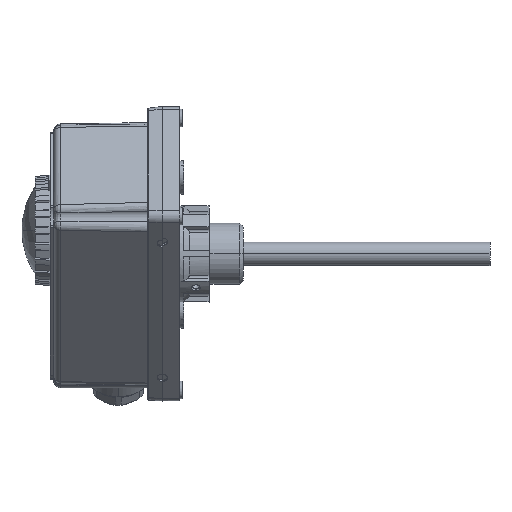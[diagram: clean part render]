
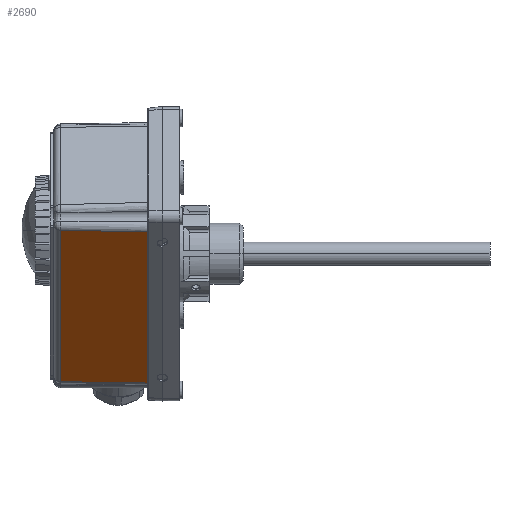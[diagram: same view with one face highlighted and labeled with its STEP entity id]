
A CAD part, left-side view. The second image highlights one B-rep face of the part: STEP entity #2690.
In plain terms, the highlighted planar face has unit normal (-0.707, 0.026, -0.707).
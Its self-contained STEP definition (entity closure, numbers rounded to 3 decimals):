
#1633=CARTESIAN_POINT('Vertex',(-40.684,-2.835,15.627)) ;
#1722=CARTESIAN_POINT('Vertex',(-41.161,-32.7,14.999)) ;
#1737=CARTESIAN_POINT('Control Point',(-41.161,-32.7,14.999)) ;
#1738=CARTESIAN_POINT('Control Point',(-41.118,-30.195,15.048)) ;
#1739=CARTESIAN_POINT('Control Point',(-41.033,-25.193,15.148)) ;
#1740=CARTESIAN_POINT('Control Point',(-40.911,-17.706,15.303)) ;
#1741=CARTESIAN_POINT('Control Point',(-40.794,-10.257,15.462)) ;
#1742=CARTESIAN_POINT('Control Point',(-40.72,-5.303,15.571)) ;
#1743=CARTESIAN_POINT('Control Point',(-40.684,-2.835,15.627)) ;
#2441=CARTESIAN_POINT('Vertex',(11.243,-2.835,-36.3)) ;
#2444=CARTESIAN_POINT('Line Origine',(11.243,-2.835,-36.3)) ;
#2629=CARTESIAN_POINT('Control Point',(10.614,-32.7,-36.777)) ;
#2630=CARTESIAN_POINT('Control Point',(10.664,-30.195,-36.734)) ;
#2631=CARTESIAN_POINT('Control Point',(10.764,-25.193,-36.649)) ;
#2632=CARTESIAN_POINT('Control Point',(10.919,-17.706,-36.527)) ;
#2633=CARTESIAN_POINT('Control Point',(11.078,-10.257,-36.41)) ;
#2634=CARTESIAN_POINT('Control Point',(11.187,-5.303,-36.336)) ;
#2635=CARTESIAN_POINT('Control Point',(11.243,-2.835,-36.3)) ;
#2636=CARTESIAN_POINT('Vertex',(10.614,-32.7,-36.777)) ;
#2674=CARTESIAN_POINT('Axis2P3D Location',(13.258,-34.193,-39.477)) ;
#2679=CARTESIAN_POINT('Line Origine',(-15.274,-32.7,-10.889)) ;
#2446=VECTOR('Line Direction',#2445,1.) ;
#2681=VECTOR('Line Direction',#2680,1.) ;
#2445=DIRECTION('Vector Direction',(-0.707,0.,0.707)) ;
#2675=DIRECTION('Axis2P3D Direction',(-0.707,0.026,-0.707)) ;
#2676=DIRECTION('Axis2P3D XDirection',(-0.707,0.,0.707)) ;
#2680=DIRECTION('Vector Direction',(-0.707,0.,0.707)) ;
#2677=AXIS2_PLACEMENT_3D('Plane Axis2P3D',#2674,#2675,#2676) ;
#2447=LINE('Line',#2444,#2446) ;
#2682=LINE('Line',#2679,#2681) ;
#2678=PLANE('',#2677) ;
#1744=EDGE_CURVE('',#1723,#1634,#1736,.T.) ;
#2448=EDGE_CURVE('',#2442,#1634,#2447,.T.) ;
#2638=EDGE_CURVE('',#2637,#2442,#2628,.T.) ;
#2683=EDGE_CURVE('',#2637,#1723,#2682,.T.) ;
#2685=ORIENTED_EDGE('',*,*,#2683,.T.) ;
#2686=ORIENTED_EDGE('',*,*,#1744,.T.) ;
#2687=ORIENTED_EDGE('',*,*,#2448,.F.) ;
#2688=ORIENTED_EDGE('',*,*,#2638,.F.) ;
#2684=EDGE_LOOP('',(#2685,#2686,#2687,#2688)) ;
#1634=VERTEX_POINT('',#1633) ;
#1723=VERTEX_POINT('',#1722) ;
#2442=VERTEX_POINT('',#2441) ;
#2637=VERTEX_POINT('',#2636) ;
#2690=ADVANCED_FACE('MANIFOLD_SOLID_BREP #11029',(#2689),#2678,.T.) ;
#1736=B_SPLINE_CURVE_WITH_KNOTS('',3,(#1737,#1738,#1739,#1740,#1741,#1742,#1743),.UNSPECIFIED.,.F.,.U.,(4,1,1,1,4),(0.,7.518,15.009,22.463,29.871),.UNSPECIFIED.) ;
#2628=B_SPLINE_CURVE_WITH_KNOTS('',3,(#2629,#2630,#2631,#2632,#2633,#2634,#2635),.UNSPECIFIED.,.F.,.U.,(4,1,1,1,4),(0.,7.518,15.009,22.463,29.871),.UNSPECIFIED.) ;
#2689=FACE_OUTER_BOUND('',#2684,.T.) ;
